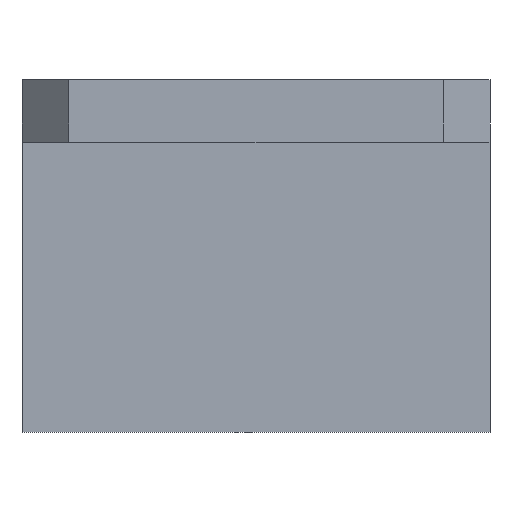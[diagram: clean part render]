
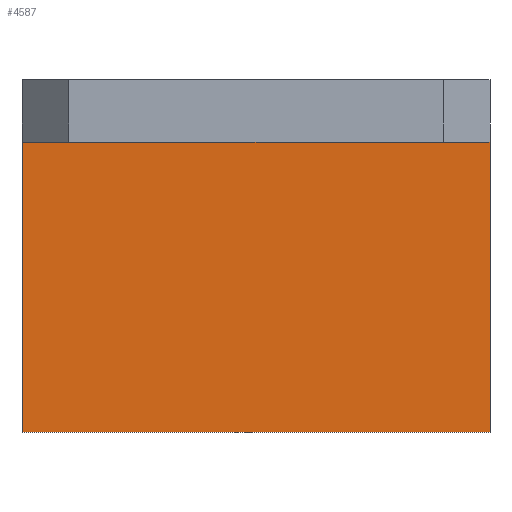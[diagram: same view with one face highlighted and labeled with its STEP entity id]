
A CAD part, front view. The second image highlights one B-rep face of the part: STEP entity #4587.
In plain terms, the highlighted planar face has unit normal (0, -1, 0).
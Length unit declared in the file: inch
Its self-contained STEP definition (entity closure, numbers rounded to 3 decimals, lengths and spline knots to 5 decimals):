
#347 = VECTOR ( 'NONE', #3596, 39.37008 ) ;
#364 = PLANE ( 'NONE',  #3689 ) ;
#465 = CARTESIAN_POINT ( 'NONE',  ( -0.75, -0.287, -1.13 ) ) ;
#572 = DIRECTION ( 'NONE',  ( 0., 0., 1. ) ) ;
#732 = CARTESIAN_POINT ( 'NONE',  ( -0.75, -0.287, -1.13 ) ) ;
#749 = EDGE_CURVE ( 'NONE', #2719, #2838, #4096, .T. ) ;
#953 = CARTESIAN_POINT ( 'NONE',  ( 0.75, -0.287, -0.2 ) ) ;
#1357 = CARTESIAN_POINT ( 'NONE',  ( 0.75, -0.287, -1.13 ) ) ;
#1383 = EDGE_CURVE ( 'NONE', #2831, #4457, #2197, .T. ) ;
#1421 = ORIENTED_EDGE ( 'NONE', *, *, #1383, .T. ) ;
#1440 = CARTESIAN_POINT ( 'NONE',  ( 0.75, -0.287, -1.13 ) ) ;
#1787 = CARTESIAN_POINT ( 'NONE',  ( 0., -0.287, -0.2 ) ) ;
#1972 = EDGE_CURVE ( 'NONE', #2719, #2831, #3977, .T. ) ;
#2097 = ORIENTED_EDGE ( 'NONE', *, *, #2874, .T. ) ;
#2174 = ORIENTED_EDGE ( 'NONE', *, *, #1972, .T. ) ;
#2197 = LINE ( 'NONE', #1357, #4993 ) ;
#2291 = ORIENTED_EDGE ( 'NONE', *, *, #749, .F. ) ;
#2622 = CARTESIAN_POINT ( 'NONE',  ( -0.75, -0.287, -0.2 ) ) ;
#2719 = VERTEX_POINT ( 'NONE', #5103 ) ;
#2831 = VERTEX_POINT ( 'NONE', #1440 ) ;
#2838 = VERTEX_POINT ( 'NONE', #2622 ) ;
#2874 = EDGE_CURVE ( 'NONE', #4457, #2838, #4561, .T. ) ;
#3029 = VECTOR ( 'NONE', #4571, 39.37008 ) ;
#3224 = EDGE_LOOP ( 'NONE', ( #1421, #2097, #2291, #2174 ) ) ;
#3319 = CARTESIAN_POINT ( 'NONE',  ( -0.75, -0.287, -1.13 ) ) ;
#3423 = FACE_OUTER_BOUND ( 'NONE', #3224, .T. ) ;
#3525 = DIRECTION ( 'NONE',  ( 0., -1., 0. ) ) ;
#3596 = DIRECTION ( 'NONE',  ( 1., 0., 0. ) ) ;
#3689 = AXIS2_PLACEMENT_3D ( 'NONE', #732, #3525, #5150 ) ;
#3977 = LINE ( 'NONE', #465, #347 ) ;
#4096 = LINE ( 'NONE', #3319, #3029 ) ;
#4167 = DIRECTION ( 'NONE',  ( -1., 0., 0. ) ) ;
#4202 = VECTOR ( 'NONE', #4167, 39.37008 ) ;
#4457 = VERTEX_POINT ( 'NONE', #953 ) ;
#4561 = LINE ( 'NONE', #1787, #4202 ) ;
#4571 = DIRECTION ( 'NONE',  ( 0., 0., 1. ) ) ;
#4587 = ADVANCED_FACE ( 'NONE', ( #3423 ), #364, .T. ) ;
#4993 = VECTOR ( 'NONE', #572, 39.37008 ) ;
#5103 = CARTESIAN_POINT ( 'NONE',  ( -0.75, -0.287, -1.13 ) ) ;
#5150 = DIRECTION ( 'NONE',  ( 0., 0., -1. ) ) ;
